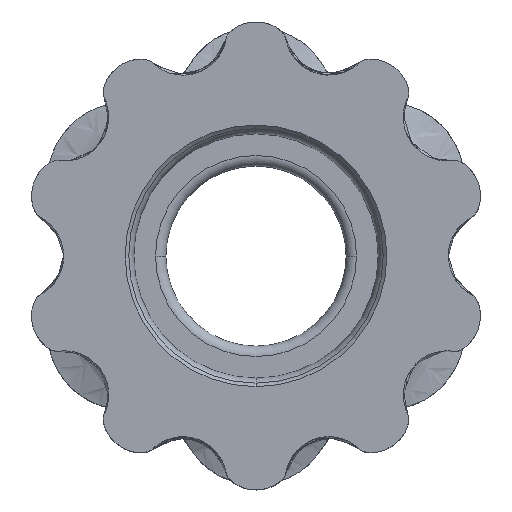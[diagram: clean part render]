
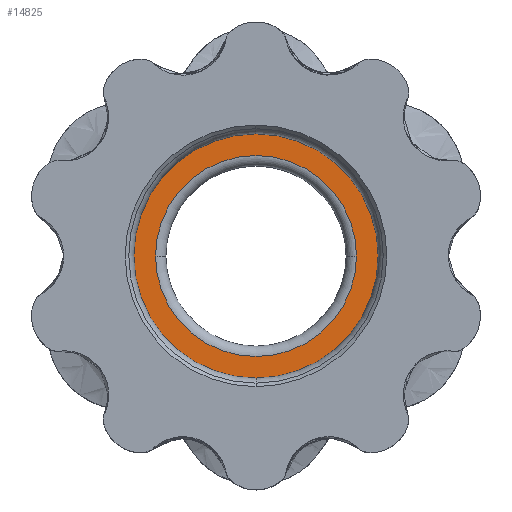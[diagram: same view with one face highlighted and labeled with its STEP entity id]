
A CAD part, top view. The second image highlights one B-rep face of the part: STEP entity #14825.
In plain terms, the highlighted planar face has unit normal (0, 0, 1).
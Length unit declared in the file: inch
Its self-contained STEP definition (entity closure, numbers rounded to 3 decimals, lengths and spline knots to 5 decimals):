
#6732=CARTESIAN_POINT('',(0.,0.,11.));
#6733=DIRECTION('',(0.,0.,-1.));
#6734=DIRECTION('',(0.,-1.,0.));
#6735=AXIS2_PLACEMENT_3D('',#6732,#6733,#6734);
#6737=CARTESIAN_POINT('',(0.,0.,11.));
#6738=DIRECTION('',(0.,0.,-1.));
#6739=DIRECTION('',(0.,1.,0.));
#6740=AXIS2_PLACEMENT_3D('',#6737,#6738,#6739);
#6742=CARTESIAN_POINT('',(0.,0.,11.));
#6743=DIRECTION('',(0.,0.,-1.));
#6744=DIRECTION('',(-1.,0.,0.));
#6745=AXIS2_PLACEMENT_3D('',#6742,#6743,#6744);
#6747=CARTESIAN_POINT('',(0.,0.,11.));
#6748=DIRECTION('',(0.,0.,-1.));
#6749=DIRECTION('',(1.,0.,0.));
#6750=AXIS2_PLACEMENT_3D('',#6747,#6748,#6749);
#6878=CARTESIAN_POINT('',(0.,-7.05,11.));
#6879=CARTESIAN_POINT('',(0.,7.05,11.));
#6880=VERTEX_POINT('',#6878);
#6881=VERTEX_POINT('',#6879);
#6926=CARTESIAN_POINT('',(-5.8,0.,11.));
#6927=CARTESIAN_POINT('',(5.8,0.,11.));
#6928=VERTEX_POINT('',#6926);
#6929=VERTEX_POINT('',#6927);
#14810=CARTESIAN_POINT('',(0.,0.,11.));
#14811=DIRECTION('',(0.,0.,1.));
#14812=DIRECTION('',(0.,1.,0.));
#14813=AXIS2_PLACEMENT_3D('',#14810,#14811,#14812);
#14814=PLANE('',#14813);
#14815=ORIENTED_EDGE('',*,*,#14779,.T.);
#14816=ORIENTED_EDGE('',*,*,#14764,.T.);
#14817=EDGE_LOOP('',(#14815,#14816));
#14818=FACE_OUTER_BOUND('',#14817,.F.);
#14820=ORIENTED_EDGE('',*,*,#14819,.F.);
#14822=ORIENTED_EDGE('',*,*,#14821,.F.);
#14823=EDGE_LOOP('',(#14820,#14822));
#14824=FACE_BOUND('',#14823,.F.);
#14825=ADVANCED_FACE('',(#14818,#14824),#14814,.T.);
#6736=CIRCLE('',#6735,7.05);
#6741=CIRCLE('',#6740,7.05);
#6746=CIRCLE('',#6745,5.8);
#6751=CIRCLE('',#6750,5.8);
#14764=EDGE_CURVE('',#6881,#6880,#6741,.T.);
#14779=EDGE_CURVE('',#6880,#6881,#6736,.T.);
#14819=EDGE_CURVE('',#6928,#6929,#6746,.T.);
#14821=EDGE_CURVE('',#6929,#6928,#6751,.T.);
